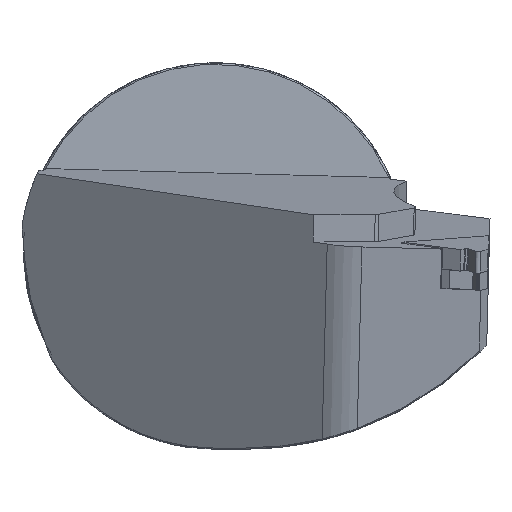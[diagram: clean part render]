
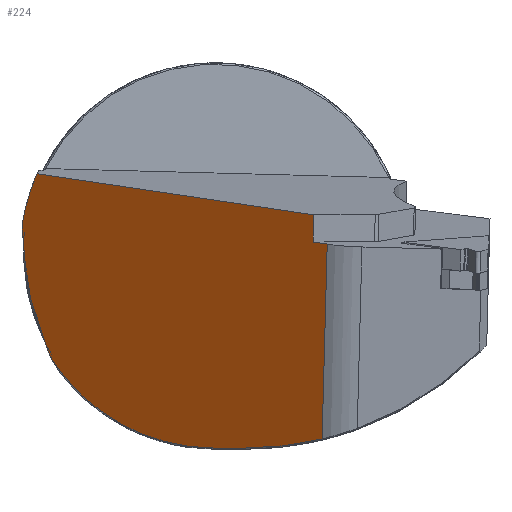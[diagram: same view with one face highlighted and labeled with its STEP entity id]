
A CAD part, left-side view. The second image highlights one B-rep face of the part: STEP entity #224.
In plain terms, the highlighted planar face has unit normal (-0.807, 0.577, -0.127).
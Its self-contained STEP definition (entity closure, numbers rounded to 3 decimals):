
#94=ELLIPSE('',#1569,39.853,32.15);
#111=B_SPLINE_CURVE_WITH_KNOTS('',3,(#2260,#2261,#2262,#2263),
 .UNSPECIFIED.,.F.,.F.,(4,4),(0.,1.),.UNSPECIFIED.);
#112=B_SPLINE_CURVE_WITH_KNOTS('',3,(#2269,#2270,#2271,#2272),
 .UNSPECIFIED.,.F.,.F.,(4,4),(0.,1.),.UNSPECIFIED.);
#113=B_SPLINE_CURVE_WITH_KNOTS('',3,(#2274,#2275,#2276,#2277,#2278,#2279),
 .UNSPECIFIED.,.F.,.F.,(4,2,4),(0.,0.5,1.),.UNSPECIFIED.);
#114=B_SPLINE_CURVE_WITH_KNOTS('',3,(#2281,#2282,#2283,#2284),
 .UNSPECIFIED.,.F.,.F.,(4,4),(0.,1.),.UNSPECIFIED.);
#115=B_SPLINE_CURVE_WITH_KNOTS('',3,(#2286,#2287,#2288,#2289,#2290,#2291,
#2292,#2293,#2294,#2295,#2296,#2297,#2298,#2299,#2300,#2301,#2302,#2303),
 .UNSPECIFIED.,.F.,.F.,(4,1,2,2,1,2,2,2,2,4),(0.,0.125,0.188,
0.25,0.375,0.438,0.5,0.625,0.75,1.),
 .UNSPECIFIED.);
#224=ADVANCED_FACE('',(#360),#313,.F.);
#313=PLANE('',#1570);
#360=FACE_OUTER_BOUND('',#440,.T.);
#440=EDGE_LOOP('',(#592,#593,#594,#595,#596,#597,#598,#599,#600,#601,#602));
#592=ORIENTED_EDGE('',*,*,#1150,.T.);
#593=ORIENTED_EDGE('',*,*,#1151,.T.);
#594=ORIENTED_EDGE('',*,*,#1152,.T.);
#595=ORIENTED_EDGE('',*,*,#1121,.F.);
#596=ORIENTED_EDGE('',*,*,#1153,.F.);
#597=ORIENTED_EDGE('',*,*,#1126,.F.);
#598=ORIENTED_EDGE('',*,*,#1154,.T.);
#599=ORIENTED_EDGE('',*,*,#1155,.F.);
#600=ORIENTED_EDGE('',*,*,#1156,.F.);
#601=ORIENTED_EDGE('',*,*,#1157,.F.);
#602=ORIENTED_EDGE('',*,*,#1158,.T.);
#977=VERTEX_POINT('',#2168);
#978=VERTEX_POINT('',#2170);
#982=VERTEX_POINT('',#2179);
#983=VERTEX_POINT('',#2181);
#1003=VERTEX_POINT('',#2258);
#1004=VERTEX_POINT('',#2259);
#1005=VERTEX_POINT('',#2264);
#1006=VERTEX_POINT('',#2268);
#1007=VERTEX_POINT('',#2273);
#1008=VERTEX_POINT('',#2280);
#1009=VERTEX_POINT('',#2285);
#1121=EDGE_CURVE('',#977,#978,#1325,.T.);
#1126=EDGE_CURVE('',#982,#983,#1327,.T.);
#1150=EDGE_CURVE('',#1003,#1004,#1339,.T.);
#1151=EDGE_CURVE('',#1004,#1005,#111,.T.);
#1152=EDGE_CURVE('',#1005,#978,#1340,.T.);
#1153=EDGE_CURVE('',#983,#977,#1341,.T.);
#1154=EDGE_CURVE('',#982,#1006,#94,.T.);
#1155=EDGE_CURVE('',#1007,#1006,#112,.T.);
#1156=EDGE_CURVE('',#1008,#1007,#113,.T.);
#1157=EDGE_CURVE('',#1009,#1008,#114,.T.);
#1158=EDGE_CURVE('',#1009,#1003,#115,.T.);
#1325=LINE('',#2169,#1437);
#1327=LINE('',#2180,#1439);
#1339=LINE('',#2257,#1451);
#1340=LINE('',#2265,#1452);
#1341=LINE('',#2266,#1453);
#1437=VECTOR('',#1717,1.);
#1439=VECTOR('',#1727,1.);
#1451=VECTOR('',#1757,1.);
#1452=VECTOR('',#1758,1.);
#1453=VECTOR('',#1759,1.);
#1569=AXIS2_PLACEMENT_3D('',#2267,#1760,#1761);
#1570=AXIS2_PLACEMENT_3D('',#2304,#1762,#1763);
#1717=DIRECTION('',(-0.565,-0.816,-0.121));
#1727=DIRECTION('',(-0.565,-0.816,-0.121));
#1757=DIRECTION('',(-0.582,-0.813,0.));
#1758=DIRECTION('',(-0.174,-0.026,0.984));
#1759=DIRECTION('',(0.174,0.026,-0.984));
#1760=DIRECTION('',(-0.807,0.577,-0.127));
#1761=DIRECTION('',(-0.591,-0.788,0.174));
#1762=DIRECTION('',(0.807,-0.577,0.127));
#1763=DIRECTION('',(0.582,0.813,0.));
#2168=CARTESIAN_POINT('',(7.183,-16.134,1.972));
#2169=CARTESIAN_POINT('',(39.401,30.423,8.874));
#2170=CARTESIAN_POINT('',(5.58,-18.451,1.629));
#2179=CARTESIAN_POINT('',(37.924,29.312,13.206));
#2180=CARTESIAN_POINT('',(43.406,37.234,14.381));
#2181=CARTESIAN_POINT('',(6.393,-16.251,6.451));
#2257=CARTESIAN_POINT('',(138.784,160.349,-31.952));
#2258=CARTESIAN_POINT('',(24.18,0.149,-31.952));
#2259=CARTESIAN_POINT('',(20.742,-4.657,-31.952));
#2260=CARTESIAN_POINT('',(20.742,-4.657,-31.952));
#2261=CARTESIAN_POINT('',(17.611,-9.036,-31.962));
#2262=CARTESIAN_POINT('',(14.442,-13.354,-31.456));
#2263=CARTESIAN_POINT('',(11.235,-17.611,-30.433));
#2264=CARTESIAN_POINT('',(11.235,-17.611,-30.433));
#2265=CARTESIAN_POINT('',(-5.082,-20.034,62.075));
#2266=CARTESIAN_POINT('',(-3.479,-17.717,62.419));
#2267=CARTESIAN_POINT('',(19.036,0.,0.));
#2268=CARTESIAN_POINT('',(41.019,31.788,4.81));
#2269=CARTESIAN_POINT('',(41.307,31.584,2.05));
#2270=CARTESIAN_POINT('',(41.223,31.669,2.972));
#2271=CARTESIAN_POINT('',(41.127,31.737,3.892));
#2272=CARTESIAN_POINT('',(41.019,31.788,4.81));
#2273=CARTESIAN_POINT('',(41.307,31.584,2.05));
#2274=CARTESIAN_POINT('',(41.307,27.796,-15.136));
#2275=CARTESIAN_POINT('',(41.574,28.782,-12.357));
#2276=CARTESIAN_POINT('',(41.93,29.882,-9.622));
#2277=CARTESIAN_POINT('',(41.931,31.157,-3.842));
#2278=CARTESIAN_POINT('',(41.575,31.31,-0.886));
#2279=CARTESIAN_POINT('',(41.307,31.584,2.05));
#2280=CARTESIAN_POINT('',(41.307,27.796,-15.136));
#2281=CARTESIAN_POINT('',(41.114,27.128,-16.942));
#2282=CARTESIAN_POINT('',(41.184,27.358,-16.345));
#2283=CARTESIAN_POINT('',(41.249,27.581,-15.743));
#2284=CARTESIAN_POINT('',(41.307,27.796,-15.136));
#2285=CARTESIAN_POINT('',(41.114,27.128,-16.942));
#2286=CARTESIAN_POINT('',(41.114,27.128,-16.942));
#2287=CARTESIAN_POINT('',(40.757,26.357,-18.174));
#2288=CARTESIAN_POINT('',(40.125,25.088,-19.927));
#2289=CARTESIAN_POINT('',(39.351,23.651,-21.537));
#2290=CARTESIAN_POINT('',(38.803,22.655,-22.579));
#2291=CARTESIAN_POINT('',(38.497,22.11,-23.11));
#2292=CARTESIAN_POINT('',(37.628,20.59,-24.501));
#2293=CARTESIAN_POINT('',(36.688,18.993,-25.783));
#2294=CARTESIAN_POINT('',(35.641,17.282,-26.905));
#2295=CARTESIAN_POINT('',(34.919,16.116,-27.617));
#2296=CARTESIAN_POINT('',(34.527,15.49,-27.97));
#2297=CARTESIAN_POINT('',(33.429,13.753,-28.884));
#2298=CARTESIAN_POINT('',(32.664,12.567,-29.418));
#2299=CARTESIAN_POINT('',(31.071,10.137,-30.338));
#2300=CARTESIAN_POINT('',(30.213,8.851,-30.735));
#2301=CARTESIAN_POINT('',(27.72,5.167,-31.635));
#2302=CARTESIAN_POINT('',(25.986,2.676,-31.941));
#2303=CARTESIAN_POINT('',(24.18,0.149,-31.952));
#2304=CARTESIAN_POINT('',(126.049,169.459,90.167));
